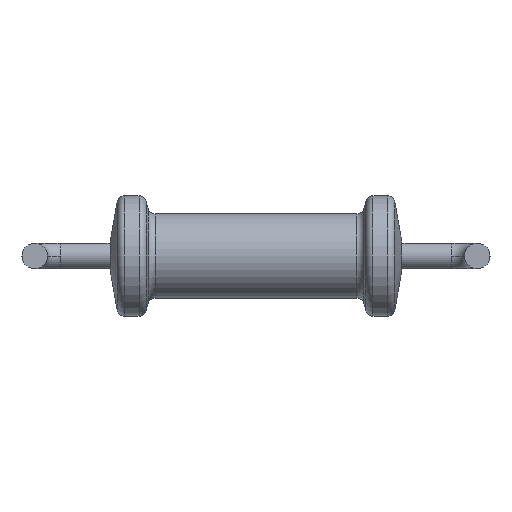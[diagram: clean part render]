
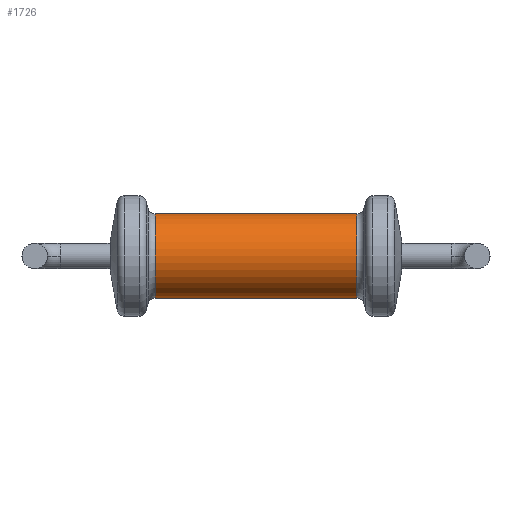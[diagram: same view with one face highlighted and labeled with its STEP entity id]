
A CAD part, front view. The second image highlights one B-rep face of the part: STEP entity #1726.
In plain terms, the highlighted cylindrical face has radius 0.91 mm (diameter 1.82 mm), a partial arc.
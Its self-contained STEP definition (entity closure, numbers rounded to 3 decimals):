
#9 = DIRECTION ( 'NONE',  ( 0., 0., 1. ) ) ;
#30 = ORIENTED_EDGE ( 'NONE', *, *, #145, .T. ) ;
#31 = EDGE_CURVE ( 'NONE', #1464, #1786, #181, .T. ) ;
#128 = VECTOR ( 'NONE', #854, 1000. ) ;
#145 = EDGE_CURVE ( 'NONE', #1786, #342, #1263, .T. ) ;
#156 = CYLINDRICAL_SURFACE ( 'NONE', #459, 0.91 ) ;
#181 = CIRCLE ( 'NONE', #972, 0.91 ) ;
#187 = DIRECTION ( 'NONE',  ( -1., 0., 0. ) ) ;
#334 = AXIS2_PLACEMENT_3D ( 'NONE', #896, #1437, #830 ) ;
#342 = VERTEX_POINT ( 'NONE', #1470 ) ;
#380 = VERTEX_POINT ( 'NONE', #905 ) ;
#412 = CARTESIAN_POINT ( 'NONE',  ( 2.178, 1.3, -0.91 ) ) ;
#440 = FACE_OUTER_BOUND ( 'NONE', #451, .T. ) ;
#451 = EDGE_LOOP ( 'NONE', ( #1139, #969, #30, #806 ) ) ;
#459 = AXIS2_PLACEMENT_3D ( 'NONE', #1384, #1009, #9 ) ;
#475 = VECTOR ( 'NONE', #187, 1000. ) ;
#538 = CARTESIAN_POINT ( 'NONE',  ( 2.178, 1.3, 0. ) ) ;
#716 = CIRCLE ( 'NONE', #334, 0.91 ) ;
#775 = CARTESIAN_POINT ( 'NONE',  ( 2.178, 1.3, 0.91 ) ) ;
#806 = ORIENTED_EDGE ( 'NONE', *, *, #811, .F. ) ;
#811 = EDGE_CURVE ( 'NONE', #380, #342, #716, .T. ) ;
#830 = DIRECTION ( 'NONE',  ( 0., 0., 1. ) ) ;
#854 = DIRECTION ( 'NONE',  ( -1., 0., 0. ) ) ;
#896 = CARTESIAN_POINT ( 'NONE',  ( -2.178, 1.3, 0. ) ) ;
#905 = CARTESIAN_POINT ( 'NONE',  ( -2.178, 1.3, -0.91 ) ) ;
#969 = ORIENTED_EDGE ( 'NONE', *, *, #31, .T. ) ;
#972 = AXIS2_PLACEMENT_3D ( 'NONE', #538, #1325, #1090 ) ;
#1009 = DIRECTION ( 'NONE',  ( -1., 0., 0. ) ) ;
#1027 = CARTESIAN_POINT ( 'NONE',  ( -3.15, 1.3, -0.91 ) ) ;
#1081 = EDGE_CURVE ( 'NONE', #1464, #380, #1465, .T. ) ;
#1090 = DIRECTION ( 'NONE',  ( 0., 0., 1. ) ) ;
#1139 = ORIENTED_EDGE ( 'NONE', *, *, #1081, .F. ) ;
#1233 = CARTESIAN_POINT ( 'NONE',  ( -3.15, 1.3, 0.91 ) ) ;
#1263 = LINE ( 'NONE', #1233, #475 ) ;
#1325 = DIRECTION ( 'NONE',  ( -1., 0., 0. ) ) ;
#1384 = CARTESIAN_POINT ( 'NONE',  ( -3.15, 1.3, 0. ) ) ;
#1437 = DIRECTION ( 'NONE',  ( -1., 0., 0. ) ) ;
#1464 = VERTEX_POINT ( 'NONE', #412 ) ;
#1465 = LINE ( 'NONE', #1027, #128 ) ;
#1470 = CARTESIAN_POINT ( 'NONE',  ( -2.178, 1.3, 0.91 ) ) ;
#1726 = ADVANCED_FACE ( 'NONE', ( #440 ), #156, .T. ) ;
#1786 = VERTEX_POINT ( 'NONE', #775 ) ;
